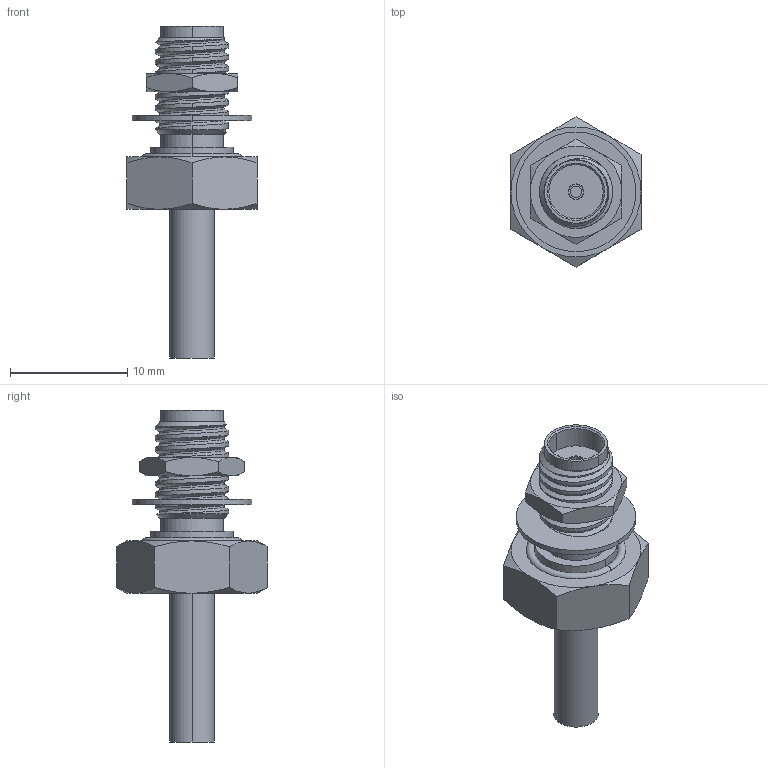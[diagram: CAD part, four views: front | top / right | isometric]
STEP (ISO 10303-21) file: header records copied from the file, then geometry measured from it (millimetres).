
FILE_DESCRIPTION((''),'2;1');
FILE_NAME('C-5447650-3','2015-12-04T',('workeradm'),('Tyco Electronics Ltd.'),'CREO PARAMETRIC BY PTC INC, 2015200','CREO PARAMETRIC BY PTC INC, 2015200','');
FILE_SCHEMA(('AUTOMOTIVE_DESIGN { 1 0 10303 214 1 1 1 1 }'));
Length unit declared in the file: millimetre
Products named in the file (1): C-5447650-3
Bounding box: 11.1 x 12.82 x 28.35 mm (x, y, z)
Volume: 951.1 mm3; surface area: 1015.6 mm2
Topology: 1 solids, 1 shells, 110 faces, 246 edges, 153 vertices
Faces by surface type: cylinder 32, cone 30, plane 29, bspline 17, torus 2
Entity records: 8596 total; most frequent: CARTESIAN_POINT 6302, ORIENTED_EDGE 492, DIRECTION 406, EDGE_CURVE 246, AXIS2_PLACEMENT_3D 176, VERTEX_POINT 153, EDGE_LOOP 125, FACE_OUTER_BOUND 110
